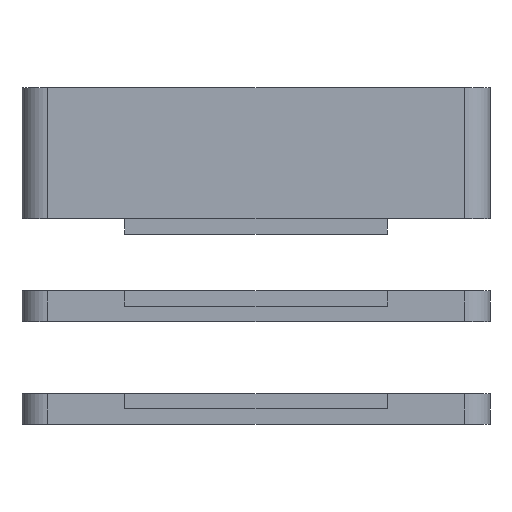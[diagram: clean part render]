
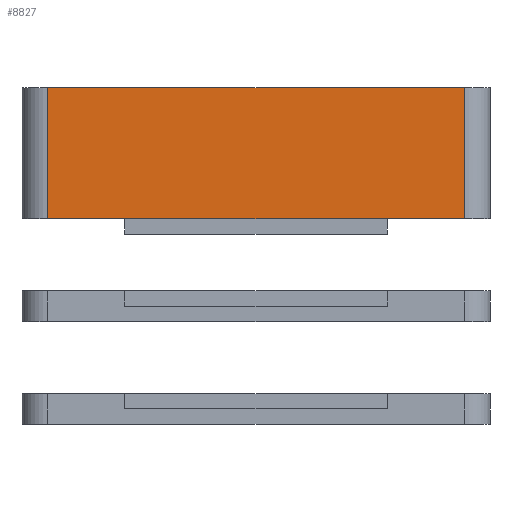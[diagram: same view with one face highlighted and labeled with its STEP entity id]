
A CAD part, front view. The second image highlights one B-rep face of the part: STEP entity #8827.
In plain terms, the highlighted planar face has unit normal (0, -1, 0).
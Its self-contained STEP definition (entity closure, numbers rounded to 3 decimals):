
#5609 = PLANE('',#5610);
#5610 = AXIS2_PLACEMENT_3D('',#5611,#5612,#5613);
#5611 = CARTESIAN_POINT('',(45.5,60.5,45.5));
#5612 = DIRECTION('',(0.,0.,1.));
#5613 = DIRECTION('',(1.,0.,0.));
#6401 = VERTEX_POINT('',#6402);
#6402 = CARTESIAN_POINT('',(5.,0.,45.5));
#6417 = CYLINDRICAL_SURFACE('',#6418,5.);
#6418 = AXIS2_PLACEMENT_3D('',#6419,#6420,#6421);
#6419 = CARTESIAN_POINT('',(5.,5.,20.));
#6420 = DIRECTION('',(-0.,-0.,-1.));
#6421 = DIRECTION('',(1.,0.,0.));
#6429 = EDGE_CURVE('',#6430,#6401,#6432,.T.);
#6430 = VERTEX_POINT('',#6431);
#6431 = CARTESIAN_POINT('',(86.,0.,45.5));
#6432 = SURFACE_CURVE('',#6433,(#6437,#6444),.PCURVE_S1.);
#6433 = LINE('',#6434,#6435);
#6434 = CARTESIAN_POINT('',(86.,0.,45.5));
#6435 = VECTOR('',#6436,1.);
#6436 = DIRECTION('',(-1.,0.,0.));
#6437 = PCURVE('',#5609,#6438);
#6438 = DEFINITIONAL_REPRESENTATION('',(#6439),#6443);
#6439 = LINE('',#6440,#6441);
#6440 = CARTESIAN_POINT('',(40.5,-60.5));
#6441 = VECTOR('',#6442,1.);
#6442 = DIRECTION('',(-1.,0.));
#6443 = ( GEOMETRIC_REPRESENTATION_CONTEXT(2) 
PARAMETRIC_REPRESENTATION_CONTEXT() REPRESENTATION_CONTEXT('2D SPACE',''
  ) );
#6444 = PCURVE('',#6445,#6450);
#6445 = PLANE('',#6446);
#6446 = AXIS2_PLACEMENT_3D('',#6447,#6448,#6449);
#6447 = CARTESIAN_POINT('',(86.,0.,20.));
#6448 = DIRECTION('',(0.,-1.,0.));
#6449 = DIRECTION('',(-1.,0.,0.));
#6450 = DEFINITIONAL_REPRESENTATION('',(#6451),#6455);
#6451 = LINE('',#6452,#6453);
#6452 = CARTESIAN_POINT('',(0.,-25.5));
#6453 = VECTOR('',#6454,1.);
#6454 = DIRECTION('',(1.,0.));
#6455 = ( GEOMETRIC_REPRESENTATION_CONTEXT(2) 
PARAMETRIC_REPRESENTATION_CONTEXT() REPRESENTATION_CONTEXT('2D SPACE',''
  ) );
#6474 = CYLINDRICAL_SURFACE('',#6475,5.);
#6475 = AXIS2_PLACEMENT_3D('',#6476,#6477,#6478);
#6476 = CARTESIAN_POINT('',(86.,5.,20.));
#6477 = DIRECTION('',(-0.,-0.,-1.));
#6478 = DIRECTION('',(1.,0.,0.));
#6736 = PLANE('',#6737);
#6737 = AXIS2_PLACEMENT_3D('',#6738,#6739,#6740);
#6738 = CARTESIAN_POINT('',(45.5,60.5,20.));
#6739 = DIRECTION('',(0.,0.,1.));
#6740 = DIRECTION('',(1.,0.,0.));
#8733 = EDGE_CURVE('',#8734,#6401,#8736,.T.);
#8734 = VERTEX_POINT('',#8735);
#8735 = CARTESIAN_POINT('',(5.,0.,20.));
#8736 = SURFACE_CURVE('',#8737,(#8741,#8748),.PCURVE_S1.);
#8737 = LINE('',#8738,#8739);
#8738 = CARTESIAN_POINT('',(5.,0.,20.));
#8739 = VECTOR('',#8740,1.);
#8740 = DIRECTION('',(0.,0.,1.));
#8741 = PCURVE('',#6417,#8742);
#8742 = DEFINITIONAL_REPRESENTATION('',(#8743),#8747);
#8743 = LINE('',#8744,#8745);
#8744 = CARTESIAN_POINT('',(-4.712,0.));
#8745 = VECTOR('',#8746,1.);
#8746 = DIRECTION('',(-0.,-1.));
#8747 = ( GEOMETRIC_REPRESENTATION_CONTEXT(2) 
PARAMETRIC_REPRESENTATION_CONTEXT() REPRESENTATION_CONTEXT('2D SPACE',''
  ) );
#8748 = PCURVE('',#6445,#8749);
#8749 = DEFINITIONAL_REPRESENTATION('',(#8750),#8754);
#8750 = LINE('',#8751,#8752);
#8751 = CARTESIAN_POINT('',(81.,0.));
#8752 = VECTOR('',#8753,1.);
#8753 = DIRECTION('',(0.,-1.));
#8754 = ( GEOMETRIC_REPRESENTATION_CONTEXT(2) 
PARAMETRIC_REPRESENTATION_CONTEXT() REPRESENTATION_CONTEXT('2D SPACE',''
  ) );
#8781 = EDGE_CURVE('',#8782,#6430,#8784,.T.);
#8782 = VERTEX_POINT('',#8783);
#8783 = CARTESIAN_POINT('',(86.,0.,20.));
#8784 = SURFACE_CURVE('',#8785,(#8789,#8796),.PCURVE_S1.);
#8785 = LINE('',#8786,#8787);
#8786 = CARTESIAN_POINT('',(86.,0.,20.));
#8787 = VECTOR('',#8788,1.);
#8788 = DIRECTION('',(0.,0.,1.));
#8789 = PCURVE('',#6474,#8790);
#8790 = DEFINITIONAL_REPRESENTATION('',(#8791),#8795);
#8791 = LINE('',#8792,#8793);
#8792 = CARTESIAN_POINT('',(-4.712,0.));
#8793 = VECTOR('',#8794,1.);
#8794 = DIRECTION('',(-0.,-1.));
#8795 = ( GEOMETRIC_REPRESENTATION_CONTEXT(2) 
PARAMETRIC_REPRESENTATION_CONTEXT() REPRESENTATION_CONTEXT('2D SPACE',''
  ) );
#8796 = PCURVE('',#6445,#8797);
#8797 = DEFINITIONAL_REPRESENTATION('',(#8798),#8802);
#8798 = LINE('',#8799,#8800);
#8799 = CARTESIAN_POINT('',(0.,-0.));
#8800 = VECTOR('',#8801,1.);
#8801 = DIRECTION('',(0.,-1.));
#8802 = ( GEOMETRIC_REPRESENTATION_CONTEXT(2) 
PARAMETRIC_REPRESENTATION_CONTEXT() REPRESENTATION_CONTEXT('2D SPACE',''
  ) );
#8827 = ADVANCED_FACE('',(#8828),#6445,.T.);
#8828 = FACE_BOUND('',#8829,.T.);
#8829 = EDGE_LOOP('',(#8830,#8831,#8832,#8833,#8856,#8884));
#8830 = ORIENTED_EDGE('',*,*,#8781,.T.);
#8831 = ORIENTED_EDGE('',*,*,#6429,.T.);
#8832 = ORIENTED_EDGE('',*,*,#8733,.F.);
#8833 = ORIENTED_EDGE('',*,*,#8834,.F.);
#8834 = EDGE_CURVE('',#8835,#8734,#8837,.T.);
#8835 = VERTEX_POINT('',#8836);
#8836 = CARTESIAN_POINT('',(20.,0.,20.));
#8837 = SURFACE_CURVE('',#8838,(#8842,#8849),.PCURVE_S1.);
#8838 = LINE('',#8839,#8840);
#8839 = CARTESIAN_POINT('',(86.,0.,20.));
#8840 = VECTOR('',#8841,1.);
#8841 = DIRECTION('',(-1.,0.,0.));
#8842 = PCURVE('',#6445,#8843);
#8843 = DEFINITIONAL_REPRESENTATION('',(#8844),#8848);
#8844 = LINE('',#8845,#8846);
#8845 = CARTESIAN_POINT('',(0.,-0.));
#8846 = VECTOR('',#8847,1.);
#8847 = DIRECTION('',(1.,0.));
#8848 = ( GEOMETRIC_REPRESENTATION_CONTEXT(2) 
PARAMETRIC_REPRESENTATION_CONTEXT() REPRESENTATION_CONTEXT('2D SPACE',''
  ) );
#8849 = PCURVE('',#6736,#8850);
#8850 = DEFINITIONAL_REPRESENTATION('',(#8851),#8855);
#8851 = LINE('',#8852,#8853);
#8852 = CARTESIAN_POINT('',(40.5,-60.5));
#8853 = VECTOR('',#8854,1.);
#8854 = DIRECTION('',(-1.,0.));
#8855 = ( GEOMETRIC_REPRESENTATION_CONTEXT(2) 
PARAMETRIC_REPRESENTATION_CONTEXT() REPRESENTATION_CONTEXT('2D SPACE',''
  ) );
#8856 = ORIENTED_EDGE('',*,*,#8857,.F.);
#8857 = EDGE_CURVE('',#8858,#8835,#8860,.T.);
#8858 = VERTEX_POINT('',#8859);
#8859 = CARTESIAN_POINT('',(71.,0.,20.));
#8860 = SURFACE_CURVE('',#8861,(#8865,#8872),.PCURVE_S1.);
#8861 = LINE('',#8862,#8863);
#8862 = CARTESIAN_POINT('',(71.,0.,20.));
#8863 = VECTOR('',#8864,1.);
#8864 = DIRECTION('',(-1.,0.,0.));
#8865 = PCURVE('',#6445,#8866);
#8866 = DEFINITIONAL_REPRESENTATION('',(#8867),#8871);
#8867 = LINE('',#8868,#8869);
#8868 = CARTESIAN_POINT('',(15.,0.));
#8869 = VECTOR('',#8870,1.);
#8870 = DIRECTION('',(1.,0.));
#8871 = ( GEOMETRIC_REPRESENTATION_CONTEXT(2) 
PARAMETRIC_REPRESENTATION_CONTEXT() REPRESENTATION_CONTEXT('2D SPACE',''
  ) );
#8872 = PCURVE('',#8873,#8878);
#8873 = PLANE('',#8874);
#8874 = AXIS2_PLACEMENT_3D('',#8875,#8876,#8877);
#8875 = CARTESIAN_POINT('',(71.,0.,20.));
#8876 = DIRECTION('',(0.,1.,0.));
#8877 = DIRECTION('',(-1.,0.,0.));
#8878 = DEFINITIONAL_REPRESENTATION('',(#8879),#8883);
#8879 = LINE('',#8880,#8881);
#8880 = CARTESIAN_POINT('',(0.,0.));
#8881 = VECTOR('',#8882,1.);
#8882 = DIRECTION('',(1.,0.));
#8883 = ( GEOMETRIC_REPRESENTATION_CONTEXT(2) 
PARAMETRIC_REPRESENTATION_CONTEXT() REPRESENTATION_CONTEXT('2D SPACE',''
  ) );
#8884 = ORIENTED_EDGE('',*,*,#8885,.F.);
#8885 = EDGE_CURVE('',#8782,#8858,#8886,.T.);
#8886 = SURFACE_CURVE('',#8887,(#8891,#8898),.PCURVE_S1.);
#8887 = LINE('',#8888,#8889);
#8888 = CARTESIAN_POINT('',(86.,0.,20.));
#8889 = VECTOR('',#8890,1.);
#8890 = DIRECTION('',(-1.,0.,0.));
#8891 = PCURVE('',#6445,#8892);
#8892 = DEFINITIONAL_REPRESENTATION('',(#8893),#8897);
#8893 = LINE('',#8894,#8895);
#8894 = CARTESIAN_POINT('',(0.,-0.));
#8895 = VECTOR('',#8896,1.);
#8896 = DIRECTION('',(1.,0.));
#8897 = ( GEOMETRIC_REPRESENTATION_CONTEXT(2) 
PARAMETRIC_REPRESENTATION_CONTEXT() REPRESENTATION_CONTEXT('2D SPACE',''
  ) );
#8898 = PCURVE('',#6736,#8899);
#8899 = DEFINITIONAL_REPRESENTATION('',(#8900),#8904);
#8900 = LINE('',#8901,#8902);
#8901 = CARTESIAN_POINT('',(40.5,-60.5));
#8902 = VECTOR('',#8903,1.);
#8903 = DIRECTION('',(-1.,0.));
#8904 = ( GEOMETRIC_REPRESENTATION_CONTEXT(2) 
PARAMETRIC_REPRESENTATION_CONTEXT() REPRESENTATION_CONTEXT('2D SPACE',''
  ) );
